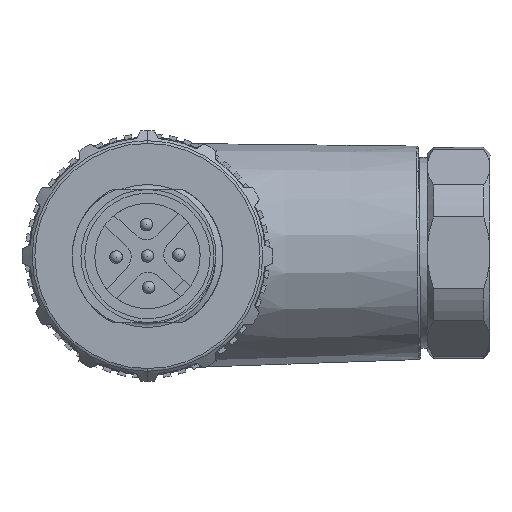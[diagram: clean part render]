
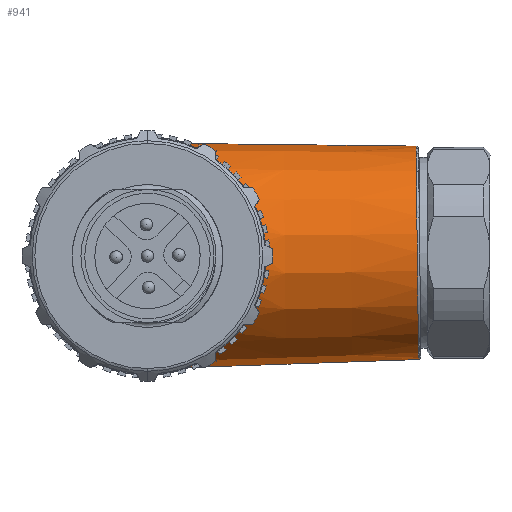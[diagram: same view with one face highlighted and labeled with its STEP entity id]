
A CAD part, left-side view. The second image highlights one B-rep face of the part: STEP entity #941.
In plain terms, the highlighted conical face has half-angle 1.321 degrees and reference radius 8.994 mm.
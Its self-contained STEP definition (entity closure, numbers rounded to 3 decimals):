
#404=CONICAL_SURFACE('',#9612,8.994,1.321);
#469=CIRCLE('',#9589,8.505);
#486=CIRCLE('',#9611,8.505);
#941=ADVANCED_FACE('',(#1654),#404,.T.);
#1654=FACE_OUTER_BOUND('',#2163,.T.);
#2163=EDGE_LOOP('',(#4042,#4043,#4044,#4045,#4046,#4047,#4048,#4049));
#2716=LINE('',#13662,#3349);
#2717=LINE('',#13664,#3350);
#2718=LINE('',#13665,#3351);
#2719=LINE('',#13667,#3352);
#3349=VECTOR('',#10564,1.);
#3350=VECTOR('',#10565,1.);
#3351=VECTOR('',#10566,1.);
#3352=VECTOR('',#10567,1.);
#4042=ORIENTED_EDGE('',*,*,#7828,.T.);
#4043=ORIENTED_EDGE('',*,*,#7801,.T.);
#4044=ORIENTED_EDGE('',*,*,#7829,.T.);
#4045=ORIENTED_EDGE('',*,*,#7830,.T.);
#4046=ORIENTED_EDGE('',*,*,#7822,.F.);
#4047=ORIENTED_EDGE('',*,*,#7826,.F.);
#4048=ORIENTED_EDGE('',*,*,#7831,.T.);
#4049=ORIENTED_EDGE('',*,*,#7832,.F.);
#6868=VERTEX_POINT('',#13563);
#6869=VERTEX_POINT('',#13564);
#6888=VERTEX_POINT('',#13618);
#6889=VERTEX_POINT('',#13635);
#6891=VERTEX_POINT('',#13641);
#6892=VERTEX_POINT('',#13661);
#6893=VERTEX_POINT('',#13663);
#6894=VERTEX_POINT('',#13666);
#7801=EDGE_CURVE('',#6868,#6869,#469,.T.);
#7822=EDGE_CURVE('',#6888,#6889,#9232,.T.);
#7826=EDGE_CURVE('',#6891,#6888,#9233,.T.);
#7828=EDGE_CURVE('',#6892,#6868,#486,.T.);
#7829=EDGE_CURVE('',#6869,#6893,#2716,.T.);
#7830=EDGE_CURVE('',#6893,#6889,#2717,.T.);
#7831=EDGE_CURVE('',#6891,#6894,#2718,.T.);
#7832=EDGE_CURVE('',#6892,#6894,#2719,.T.);
#9232=B_SPLINE_CURVE_WITH_KNOTS('',3,(#13619,#13620,#13621,#13622,#13623,
#13624,#13625,#13626,#13627,#13628,#13629,#13630,#13631,#13632,#13633,#13634),
 .UNSPECIFIED.,.F.,.F.,(4,2,2,2,2,2,2,4),(0.,0.25,0.5,0.75,
0.875,0.938,0.969,1.),.UNSPECIFIED.);
#9233=B_SPLINE_CURVE_WITH_KNOTS('',3,(#13642,#13643,#13644,#13645,#13646,
#13647,#13648,#13649,#13650,#13651,#13652,#13653,#13654,#13655,#13656,#13657),
 .UNSPECIFIED.,.F.,.F.,(4,2,2,2,2,2,2,4),(0.,0.031,0.062,
0.125,0.25,0.5,0.75,1.),.UNSPECIFIED.);
#9589=AXIS2_PLACEMENT_3D('',#13562,#10514,#10515);
#9611=AXIS2_PLACEMENT_3D('',#13660,#10562,#10563);
#9612=AXIS2_PLACEMENT_3D('',#13668,#10568,#10569);
#10514=DIRECTION('',(0.,1.,-0.012));
#10515=DIRECTION('',(0.,0.012,1.));
#10562=DIRECTION('',(0.,1.,-0.012));
#10563=DIRECTION('',(0.,0.012,1.));
#10564=DIRECTION('',(0.,1.,0.011));
#10565=DIRECTION('',(0.,1.,0.011));
#10566=DIRECTION('',(0.,-0.999,0.035));
#10567=DIRECTION('',(0.,0.999,-0.035));
#10568=DIRECTION('',(0.,1.,-0.012));
#10569=DIRECTION('',(0.,-0.012,-1.));
#13562=CARTESIAN_POINT('',(31.9,-21.503,0.253));
#13563=CARTESIAN_POINT('',(31.805,-21.603,-8.25));
#13564=CARTESIAN_POINT('',(31.9,-21.403,8.757));
#13618=CARTESIAN_POINT('',(23.107,-8.999,0.106));
#13619=CARTESIAN_POINT('',(23.107,-8.999,0.106));
#13620=CARTESIAN_POINT('',(23.107,-8.983,1.521));
#13621=CARTESIAN_POINT('',(23.451,-8.623,2.88));
#13622=CARTESIAN_POINT('',(24.573,-7.474,5.175));
#13623=CARTESIAN_POINT('',(25.33,-6.707,6.105));
#13624=CARTESIAN_POINT('',(27.016,-5.005,7.564));
#13625=CARTESIAN_POINT('',(27.923,-4.092,8.081));
#13626=CARTESIAN_POINT('',(29.359,-2.654,8.615));
#13627=CARTESIAN_POINT('',(29.846,-2.166,8.75));
#13628=CARTESIAN_POINT('',(30.586,-1.43,8.889));
#13629=CARTESIAN_POINT('',(30.833,-1.184,8.925));
#13630=CARTESIAN_POINT('',(31.209,-0.818,8.964));
#13631=CARTESIAN_POINT('',(31.335,-0.696,8.974));
#13632=CARTESIAN_POINT('',(31.593,-0.46,8.989));
#13633=CARTESIAN_POINT('',(31.718,-0.294,8.995));
#13634=CARTESIAN_POINT('',(31.9,-0.294,8.995));
#13635=CARTESIAN_POINT('',(31.9,-0.294,8.995));
#13641=CARTESIAN_POINT('',(31.9,-0.506,-8.986));
#13642=CARTESIAN_POINT('',(31.9,-0.506,-8.986));
#13643=CARTESIAN_POINT('',(31.721,-0.506,-8.986));
#13644=CARTESIAN_POINT('',(31.595,-0.67,-8.976));
#13645=CARTESIAN_POINT('',(31.337,-0.906,-8.955));
#13646=CARTESIAN_POINT('',(31.211,-1.027,-8.942));
#13647=CARTESIAN_POINT('',(30.835,-1.393,-8.895));
#13648=CARTESIAN_POINT('',(30.588,-1.637,-8.853));
#13649=CARTESIAN_POINT('',(29.851,-2.367,-8.697));
#13650=CARTESIAN_POINT('',(29.366,-2.848,-8.553));
#13651=CARTESIAN_POINT('',(27.93,-4.275,-7.986));
#13652=CARTESIAN_POINT('',(27.019,-5.179,-7.444));
#13653=CARTESIAN_POINT('',(25.345,-6.834,-5.96));
#13654=CARTESIAN_POINT('',(24.582,-7.586,-5.012));
#13655=CARTESIAN_POINT('',(23.451,-8.689,-2.678));
#13656=CARTESIAN_POINT('',(23.107,-9.016,-1.31));
#13657=CARTESIAN_POINT('',(23.107,-8.999,0.106));
#13660=CARTESIAN_POINT('',(31.9,-21.503,0.253));
#13661=CARTESIAN_POINT('',(31.9,-21.603,-8.25));
#13662=CARTESIAN_POINT('',(31.9,-0.167,8.997));
#13663=CARTESIAN_POINT('',(31.9,-3.149,8.963));
#13664=CARTESIAN_POINT('',(31.9,-10.849,8.876));
#13665=CARTESIAN_POINT('',(31.9,-11.055,-8.618));
#13666=CARTESIAN_POINT('',(31.9,-3.359,-8.886));
#13667=CARTESIAN_POINT('',(31.9,-0.379,-8.99));
#13668=CARTESIAN_POINT('',(31.9,-0.273,0.003));
